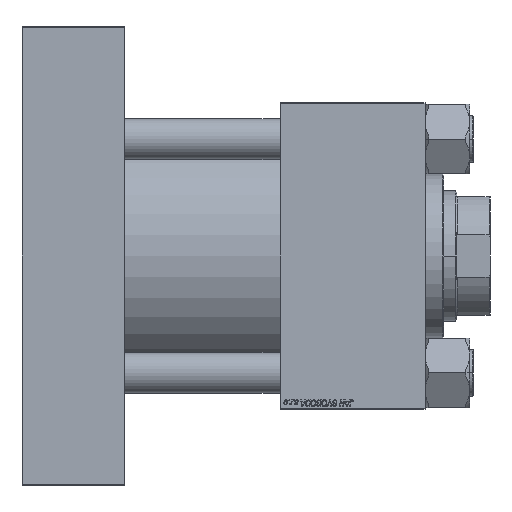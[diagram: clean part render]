
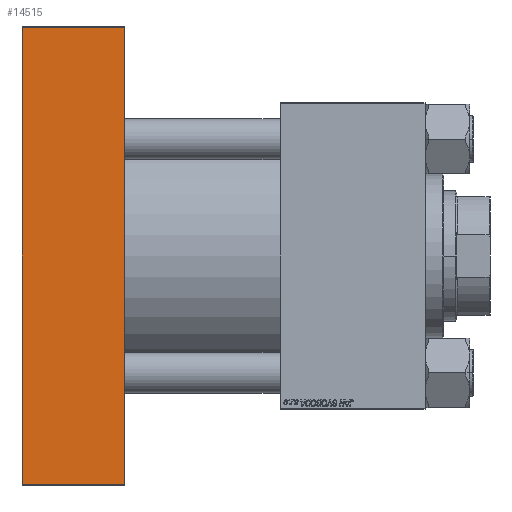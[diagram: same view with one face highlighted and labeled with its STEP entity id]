
A CAD part, front view. The second image highlights one B-rep face of the part: STEP entity #14515.
In plain terms, the highlighted planar face has unit normal (0, -1, 0).
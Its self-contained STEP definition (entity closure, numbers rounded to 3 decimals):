
#479 = VECTOR ( 'NONE', #24097, 1000. ) ;
#1190 = ORIENTED_EDGE ( 'NONE', *, *, #35262, .F. ) ;
#1749 = DIRECTION ( 'NONE',  ( 0., 1., 0. ) ) ;
#2197 = CARTESIAN_POINT ( 'NONE',  ( 0., -82.5, 123.5 ) ) ;
#4969 = ORIENTED_EDGE ( 'NONE', *, *, #25797, .T. ) ;
#5057 = FACE_OUTER_BOUND ( 'NONE', #27576, .T. ) ;
#6022 = LINE ( 'NONE', #2197, #27561 ) ;
#7555 = VERTEX_POINT ( 'NONE', #45853 ) ;
#8532 = CARTESIAN_POINT ( 'NONE',  ( 55., -82.5, 123.5 ) ) ;
#13384 = VECTOR ( 'NONE', #25344, 1000. ) ;
#14365 = CARTESIAN_POINT ( 'NONE',  ( 55., -82.5, 123. ) ) ;
#14515 = ADVANCED_FACE ( 'NONE', ( #5057 ), #44412, .F. ) ;
#16184 = LINE ( 'NONE', #8532, #479 ) ;
#17935 = VERTEX_POINT ( 'NONE', #48264 ) ;
#20406 = ORIENTED_EDGE ( 'NONE', *, *, #44020, .T. ) ;
#20873 = AXIS2_PLACEMENT_3D ( 'NONE', #40845, #1749, #21412 ) ;
#21412 = DIRECTION ( 'NONE',  ( 0., 0., 1. ) ) ;
#24097 = DIRECTION ( 'NONE',  ( 0., 0., -1. ) ) ;
#25344 = DIRECTION ( 'NONE',  ( -1., 0., 0. ) ) ;
#25797 = EDGE_CURVE ( 'NONE', #31188, #7555, #49364, .T. ) ;
#26787 = VECTOR ( 'NONE', #29829, 1000. ) ;
#27561 = VECTOR ( 'NONE', #33366, 1000. ) ;
#27576 = EDGE_LOOP ( 'NONE', ( #20406, #44199, #1190, #4969 ) ) ;
#28422 = CARTESIAN_POINT ( 'NONE',  ( 55., -82.5, 123. ) ) ;
#29829 = DIRECTION ( 'NONE',  ( 1., 0., 0. ) ) ;
#31188 = VERTEX_POINT ( 'NONE', #28422 ) ;
#33366 = DIRECTION ( 'NONE',  ( 0., 0., -1. ) ) ;
#35262 = EDGE_CURVE ( 'NONE', #31188, #17935, #16184, .T. ) ;
#40068 = CARTESIAN_POINT ( 'NONE',  ( 0., -82.5, -123. ) ) ;
#40787 = EDGE_CURVE ( 'NONE', #42646, #17935, #44654, .T. ) ;
#40845 = CARTESIAN_POINT ( 'NONE',  ( 55., -82.5, 123.5 ) ) ;
#41843 = CARTESIAN_POINT ( 'NONE',  ( 55., -82.5, -123. ) ) ;
#42646 = VERTEX_POINT ( 'NONE', #40068 ) ;
#44020 = EDGE_CURVE ( 'NONE', #7555, #42646, #6022, .T. ) ;
#44199 = ORIENTED_EDGE ( 'NONE', *, *, #40787, .T. ) ;
#44412 = PLANE ( 'NONE',  #20873 ) ;
#44654 = LINE ( 'NONE', #41843, #26787 ) ;
#45853 = CARTESIAN_POINT ( 'NONE',  ( 0., -82.5, 123. ) ) ;
#48264 = CARTESIAN_POINT ( 'NONE',  ( 55., -82.5, -123. ) ) ;
#49364 = LINE ( 'NONE', #14365, #13384 ) ;
